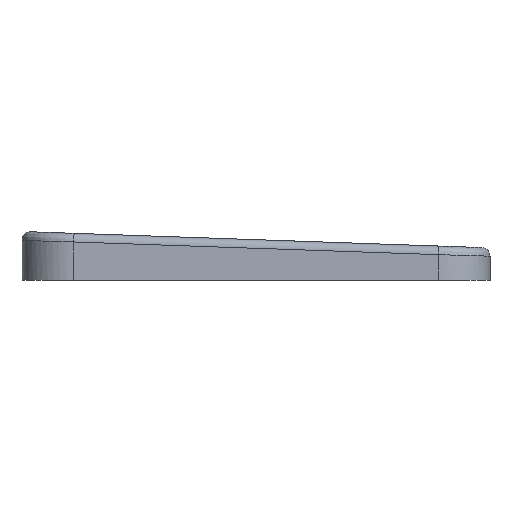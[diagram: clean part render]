
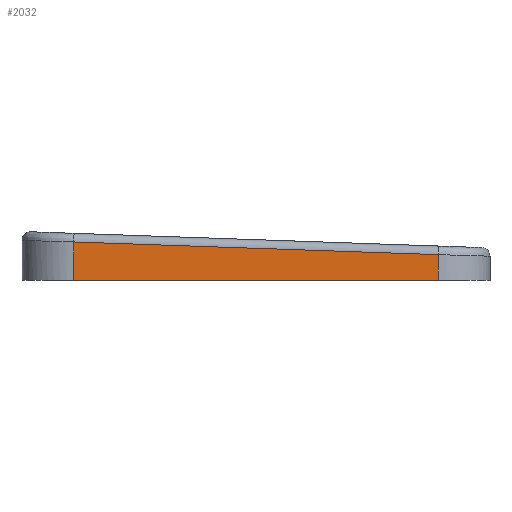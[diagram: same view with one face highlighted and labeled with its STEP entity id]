
A CAD part, left-side view. The second image highlights one B-rep face of the part: STEP entity #2032.
In plain terms, the highlighted planar face has unit normal (-1, 0, 0).
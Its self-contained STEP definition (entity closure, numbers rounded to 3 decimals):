
#74=PLANE('',#2199);
#348=FACE_OUTER_BOUND('',#475,.T.);
#475=EDGE_LOOP('',(#1835,#1836,#1837,#1838));
#504=LINE('',#2926,#652);
#511=LINE('',#2960,#659);
#632=LINE('',#4524,#780);
#633=LINE('',#4525,#781);
#652=VECTOR('',#2278,10.);
#659=VECTOR('',#2289,10.);
#780=VECTOR('',#2646,10.);
#781=VECTOR('',#2647,10.);
#866=VERTEX_POINT('',#2741);
#877=VERTEX_POINT('',#2907);
#883=VERTEX_POINT('',#2959);
#1026=VERTEX_POINT('',#4523);
#1068=EDGE_CURVE('',#877,#866,#504,.T.);
#1076=EDGE_CURVE('',#883,#866,#511,.T.);
#1316=EDGE_CURVE('',#1026,#877,#632,.T.);
#1317=EDGE_CURVE('',#1026,#883,#633,.T.);
#1835=ORIENTED_EDGE('',*,*,#1068,.F.);
#1836=ORIENTED_EDGE('',*,*,#1316,.F.);
#1837=ORIENTED_EDGE('',*,*,#1317,.T.);
#1838=ORIENTED_EDGE('',*,*,#1076,.T.);
#2032=ADVANCED_FACE('',(#348),#74,.T.);
#2199=AXIS2_PLACEMENT_3D('',#4522,#2644,#2645);
#2278=DIRECTION('',(0.,-0.999,-0.035));
#2289=DIRECTION('',(0.,0.,1.));
#2644=DIRECTION('center_axis',(-1.,0.,0.));
#2645=DIRECTION('ref_axis',(0.,-1.,0.));
#2646=DIRECTION('',(0.,0.,1.));
#2647=DIRECTION('',(0.,-1.,0.));
#2741=CARTESIAN_POINT('',(-106.63,-42.244,19.418));
#2907=CARTESIAN_POINT('',(-106.63,42.244,22.368));
#2926=CARTESIAN_POINT('',(-106.63,20.986,21.626));
#2959=CARTESIAN_POINT('',(-106.63,-42.244,13.5));
#2960=CARTESIAN_POINT('',(-106.63,-42.244,13.5));
#4522=CARTESIAN_POINT('Origin',(-106.63,42.244,13.5));
#4523=CARTESIAN_POINT('',(-106.63,42.244,13.5));
#4524=CARTESIAN_POINT('',(-106.63,42.244,13.5));
#4525=CARTESIAN_POINT('',(-106.63,42.244,13.5));
